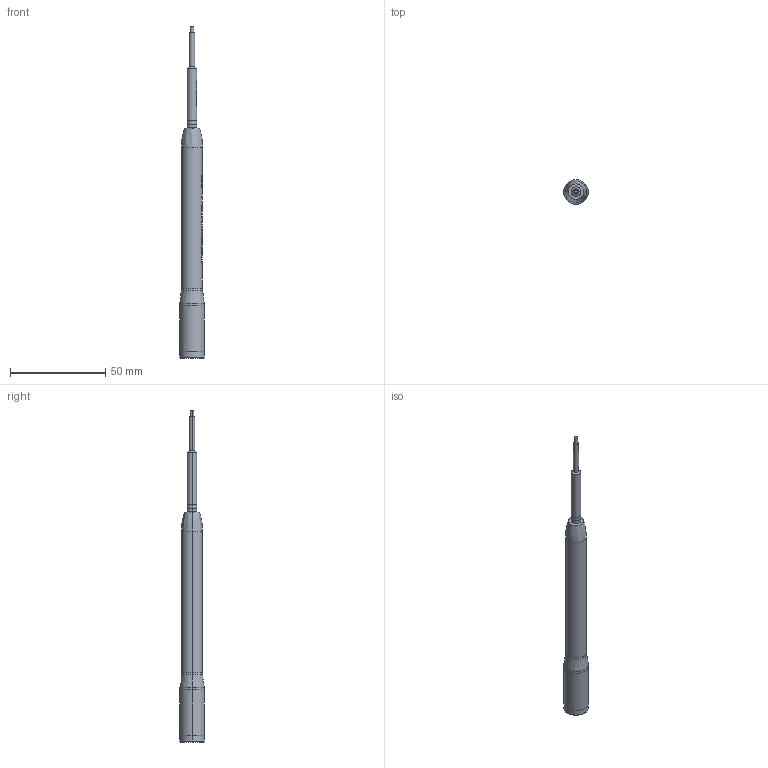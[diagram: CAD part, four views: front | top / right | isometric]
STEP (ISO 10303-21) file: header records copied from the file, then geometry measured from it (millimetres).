
FILE_DESCRIPTION (( 'STEP AP214' ), '1' );
FILE_NAME ('MOD-32002.STEP', '2017-10-04T08:05:37', ( 'run' ), ( 'Hewlett-Packard Company' ), 'SwSTEP 2.0', 'SolidWorks 2015', '' );
FILE_SCHEMA (( 'AUTOMOTIVE_DESIGN' ));
Length unit declared in the file: millimetre
Products named in the file (1): MOD-32002
Bounding box: 13 x 13 x 174.3 mm (x, y, z)
Volume: 13213.2 mm3; surface area: 5511 mm2
Topology: 1 solids, 1 shells, 356 faces, 986 edges, 646 vertices
Faces by surface type: plane 154, bspline 121, cylinder 67, cone 14
Entity records: 37276 total; most frequent: CARTESIAN_POINT 24947, ORIENTED_EDGE 1972, DIRECTION 1404, EDGE_CURVE 986, VERTEX_POINT 646, LINE 472, VECTOR 472, AXIS2_PLACEMENT_3D 466
